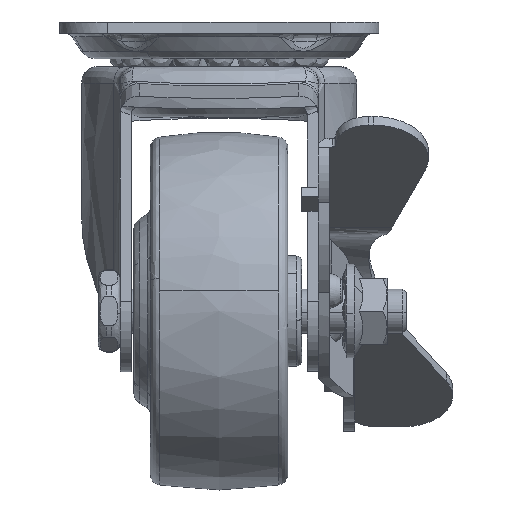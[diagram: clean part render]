
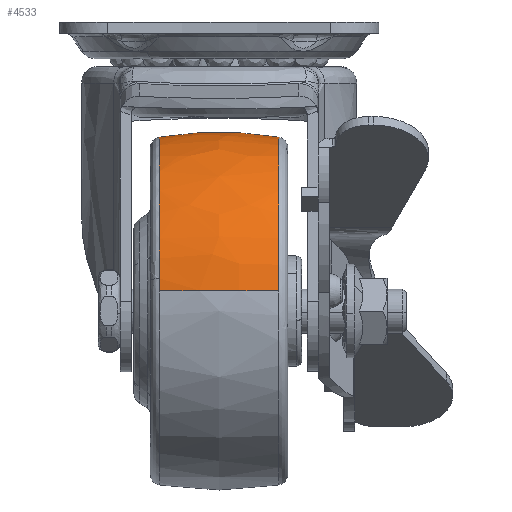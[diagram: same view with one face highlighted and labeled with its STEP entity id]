
A CAD part, left-side view. The second image highlights one B-rep face of the part: STEP entity #4533.
In plain terms, the highlighted free-form (B-spline) face has degree [2, 2] with [5, 3] control points.
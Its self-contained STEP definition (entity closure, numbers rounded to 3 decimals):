
#3567=CARTESIAN_POINT('',(-29.0,-10.833,-20.909));
#3568=VERTEX_POINT('',#3567);
#3582=CARTESIAN_POINT('',(-60.38,-10.833,-48.852));
#3583=VERTEX_POINT('',#3582);
#3584=CARTESIAN_POINT('',(-29.0,-10.833,-20.909));
#3585=CARTESIAN_POINT('',(-57.131,-10.833,-20.909));
#3586=CARTESIAN_POINT('',(-60.38,-10.833,-48.852));
#3594=(BOUNDED_CURVE()B_SPLINE_CURVE(2,(#3584,#3585,#3586),.UNSPECIFIED.,.F.,.U.)B_SPLINE_CURVE_WITH_KNOTS((3,3),(0.5,0.73),.UNSPECIFIED.)CURVE()GEOMETRIC_REPRESENTATION_ITEM()RATIONAL_B_SPLINE_CURVE((1.0,0.731,0.957))REPRESENTATION_ITEM(''));
#3595=EDGE_CURVE('',#3568,#3583,#3594,.T.);
#3662=CARTESIAN_POINT('',(-29.0,10.833,-20.909));
#3663=VERTEX_POINT('',#3662);
#3726=CARTESIAN_POINT('',(-60.031,10.833,-46.58));
#3727=VERTEX_POINT('',#3726);
#3741=CARTESIAN_POINT('',(-29.0,10.833,-20.909));
#3742=CARTESIAN_POINT('',(-55.134,10.833,-20.909));
#3743=CARTESIAN_POINT('',(-60.031,10.833,-46.58));
#3751=(BOUNDED_CURVE()B_SPLINE_CURVE(2,(#3741,#3742,#3743),.UNSPECIFIED.,.F.,.U.)B_SPLINE_CURVE_WITH_KNOTS((3,3),(0.5,0.718),.UNSPECIFIED.)CURVE()GEOMETRIC_REPRESENTATION_ITEM()RATIONAL_B_SPLINE_CURVE((1.0,0.745,0.934))REPRESENTATION_ITEM(''));
#3752=EDGE_CURVE('',#3663,#3727,#3751,.T.);
#3795=CARTESIAN_POINT('',(-60.38,10.833,-48.852));
#3796=VERTEX_POINT('',#3795);
#3812=CARTESIAN_POINT('',(-60.031,10.833,-46.58));
#3813=CARTESIAN_POINT('',(-60.247,10.833,-47.71));
#3814=CARTESIAN_POINT('',(-60.38,10.833,-48.852));
#3822=(BOUNDED_CURVE()B_SPLINE_CURVE(2,(#3812,#3813,#3814),.UNSPECIFIED.,.F.,.U.)B_SPLINE_CURVE_WITH_KNOTS((3,3),(0.718,0.73),.UNSPECIFIED.)CURVE()GEOMETRIC_REPRESENTATION_ITEM()RATIONAL_B_SPLINE_CURVE((0.934,0.945,0.957))REPRESENTATION_ITEM(''));
#3823=EDGE_CURVE('',#3727,#3796,#3822,.T.);
#4464=CARTESIAN_POINT('',(-60.38,-10.833,-48.852));
#4465=CARTESIAN_POINT('',(-61.283,-5.455,-48.747));
#4466=CARTESIAN_POINT('',(-61.283,0.,-48.747));
#4467=CARTESIAN_POINT('',(-61.283,5.455,-48.747));
#4468=CARTESIAN_POINT('',(-60.38,10.833,-48.852));
#4476=(BOUNDED_CURVE()B_SPLINE_CURVE(2,(#4464,#4465,#4466,#4467,#4468),.UNSPECIFIED.,.F.,.U.)B_SPLINE_CURVE_WITH_KNOTS((3,2,3),(0.418,0.5,0.582),.UNSPECIFIED.)CURVE()GEOMETRIC_REPRESENTATION_ITEM()RATIONAL_B_SPLINE_CURVE((0.922,0.936,0.957,0.936,0.922))REPRESENTATION_ITEM(''));
#4477=EDGE_CURVE('',#3583,#3796,#4476,.T.);
#4482=CARTESIAN_POINT('',(-29.0,-10.833,-20.909));
#4483=CARTESIAN_POINT('',(-29.,-5.455,-20.));
#4484=CARTESIAN_POINT('',(-29.0,0.0,-20.0));
#4485=CARTESIAN_POINT('',(-29.,5.455,-20.0));
#4486=CARTESIAN_POINT('',(-29.,10.833,-20.909));
#4494=(BOUNDED_CURVE()B_SPLINE_CURVE(2,(#4482,#4483,#4484,#4485,#4486),.UNSPECIFIED.,.F.,.U.)B_SPLINE_CURVE_WITH_KNOTS((3,2,3),(0.418,0.5,0.582),.UNSPECIFIED.)CURVE()GEOMETRIC_REPRESENTATION_ITEM()RATIONAL_B_SPLINE_CURVE((0.963,0.978,1.0,0.978,0.963))REPRESENTATION_ITEM(''));
#4495=EDGE_CURVE('',#3568,#3663,#4494,.T.);
#4503=CARTESIAN_POINT('',(-29.,-11.924,-21.103));
#4504=CARTESIAN_POINT('',(-29.0,-6.013,-20.));
#4505=CARTESIAN_POINT('',(-29.0,0.0,-20.0));
#4506=CARTESIAN_POINT('',(-29.0,6.013,-20.));
#4507=CARTESIAN_POINT('',(-29.,11.924,-21.103));
#4508=CARTESIAN_POINT('',(-56.959,-11.924,-21.103));
#4509=CARTESIAN_POINT('',(-57.941,-6.013,-20.));
#4510=CARTESIAN_POINT('',(-57.941,0.0,-20.));
#4511=CARTESIAN_POINT('',(-57.941,6.013,-20.));
#4512=CARTESIAN_POINT('',(-56.959,11.924,-21.103));
#4513=CARTESIAN_POINT('',(-60.187,-11.924,-48.875));
#4514=CARTESIAN_POINT('',(-61.283,-6.013,-48.747));
#4515=CARTESIAN_POINT('',(-61.283,0.0,-48.747));
#4516=CARTESIAN_POINT('',(-61.283,6.013,-48.747));
#4517=CARTESIAN_POINT('',(-60.187,11.924,-48.875));
#4525=(BOUNDED_SURFACE()B_SPLINE_SURFACE(2,2,((#4503,#4508,#4513),(#4504,#4509,#4514),(#4505,#4510,#4515),(#4506,#4511,#4516),(#4507,#4512,#4517)),.UNSPECIFIED.,.F.,.F.,.U.)B_SPLINE_SURFACE_WITH_KNOTS((3,2,3),(3,3),(0.0,12.22,24.44),(0.0,49.486),.UNSPECIFIED.)GEOMETRIC_REPRESENTATION_ITEM()RATIONAL_B_SPLINE_SURFACE(((0.96,0.702,0.919),(0.976,0.713,0.934),(1.0,0.731,0.957),(0.976,0.713,0.934),(0.96,0.702,0.919)))REPRESENTATION_ITEM('')SURFACE());
#4526=ORIENTED_EDGE('',*,*,#3595,.F.);
#4527=ORIENTED_EDGE('',*,*,#4495,.T.);
#4528=ORIENTED_EDGE('',*,*,#3752,.T.);
#4529=ORIENTED_EDGE('',*,*,#3823,.T.);
#4530=ORIENTED_EDGE('',*,*,#4477,.F.);
#4531=EDGE_LOOP('',(#4526,#4527,#4528,#4529,#4530));
#4532=FACE_OUTER_BOUND('',#4531,.T.);
#4533=ADVANCED_FACE('',(#4532),#4525,.T.);
